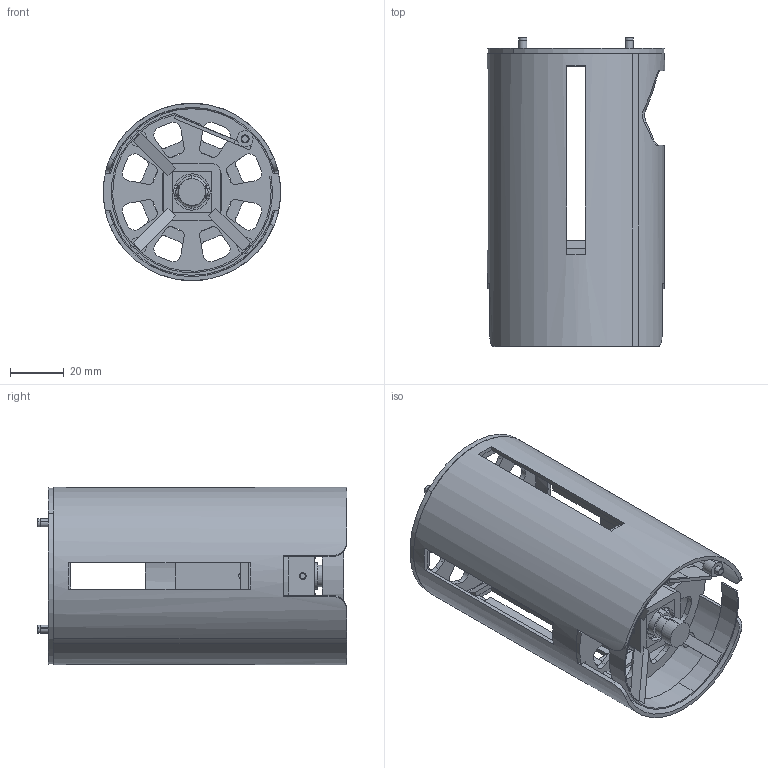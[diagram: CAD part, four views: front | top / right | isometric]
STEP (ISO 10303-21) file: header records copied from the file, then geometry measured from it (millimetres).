
FILE_DESCRIPTION(('STEP AP214'),'1');
FILE_NAME('Antena_INV-F_s_kostrou_23-04-17_MPA.stp','2023-04-17T13:06:47',('cst.mpa'),(' '),'Spatial InterOp 3D','CST ACIS InterOp Converter 2016',' ');
FILE_SCHEMA(('AUTOMOTIVE_DESIGN { 1 0 10303 214 1 1 1 1 }'));
Length unit declared in the file: millimetre
Products named in the file (1): plast1|NULL#
Bounding box: 65.95 x 115 x 65.99 mm (x, y, z)
Volume: 54493.3 mm3; surface area: 69194.3 mm2
Topology: 21 solids, 21 shells, 608 faces, 1619 edges, 1061 vertices
Faces by surface type: plane 301, cylinder 292, bspline 6, torus 4, cone 3, extrusion 2
Entity records: 21064 total; most frequent: CARTESIAN_POINT 5031, DIRECTION 3396, ORIENTED_EDGE 3242, EDGE_CURVE 1621, AXIS2_PLACEMENT_3D 1220, VERTEX_POINT 1062, VECTOR 956, LINE 954
